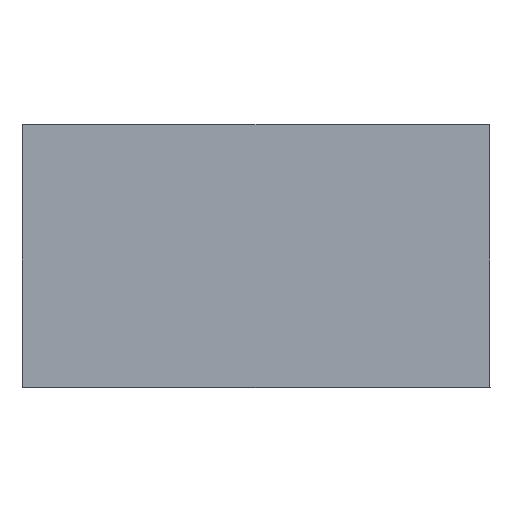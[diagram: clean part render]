
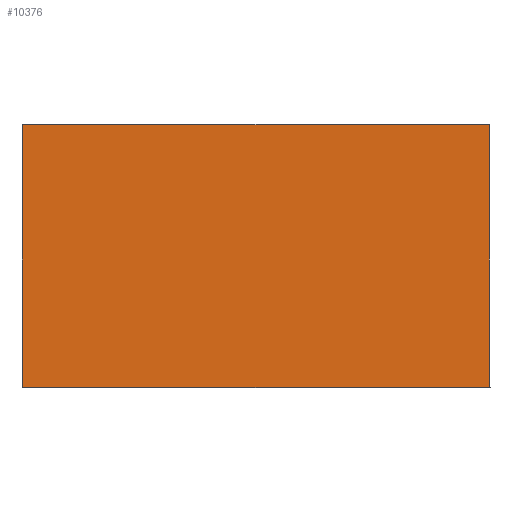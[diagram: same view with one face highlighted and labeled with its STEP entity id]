
A CAD part, top view. The second image highlights one B-rep face of the part: STEP entity #10376.
In plain terms, the highlighted planar face has unit normal (0, 0, 1).
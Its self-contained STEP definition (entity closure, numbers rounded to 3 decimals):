
#169=DIRECTION('',(1.,0.,0.));
#170=VECTOR('',#169,1018.229);
#171=CARTESIAN_POINT('',(-509.115,-286.115,0.));
#172=LINE('',#171,#170);
#176=DIRECTION('',(0.,-1.,0.));
#177=VECTOR('',#176,572.229);
#178=CARTESIAN_POINT('',(-509.115,286.115,0.));
#179=LINE('',#178,#177);
#183=DIRECTION('',(-1.,0.,0.));
#184=VECTOR('',#183,1018.229);
#185=CARTESIAN_POINT('',(509.115,286.115,0.));
#186=LINE('',#185,#184);
#190=DIRECTION('',(0.,1.,0.));
#191=VECTOR('',#190,572.229);
#192=CARTESIAN_POINT('',(509.115,-286.115,0.));
#193=LINE('',#192,#191);
#300=CARTESIAN_POINT('',(-509.115,-286.115,0.));
#416=CARTESIAN_POINT('',(509.115,-286.115,0.));
#532=CARTESIAN_POINT('',(509.115,286.115,0.));
#594=CARTESIAN_POINT('',(-509.115,286.115,0.));
#9554=VERTEX_POINT('',#594);
#9557=VERTEX_POINT('',#532);
#9560=VERTEX_POINT('',#416);
#9563=VERTEX_POINT('',#300);
#10361=CARTESIAN_POINT('',(0.,0.,0.));
#10362=DIRECTION('',(0.,0.,1.));
#10363=DIRECTION('',(1.,0.,0.));
#10364=AXIS2_PLACEMENT_3D('',#10361,#10362,#10363);
#10365=PLANE('',#10364);
#10367=ORIENTED_EDGE('',*,*,#10366,.F.);
#10369=ORIENTED_EDGE('',*,*,#10368,.F.);
#10371=ORIENTED_EDGE('',*,*,#10370,.F.);
#10373=ORIENTED_EDGE('',*,*,#10372,.F.);
#10374=EDGE_LOOP('',(#10367,#10369,#10371,#10373));
#10375=FACE_OUTER_BOUND('',#10374,.F.);
#10366=EDGE_CURVE('',#9563,#9560,#172,.T.);
#10368=EDGE_CURVE('',#9554,#9563,#179,.T.);
#10370=EDGE_CURVE('',#9557,#9554,#186,.T.);
#10372=EDGE_CURVE('',#9560,#9557,#193,.T.);
#10376=ADVANCED_FACE('',(#10375),#10365,.T.);
